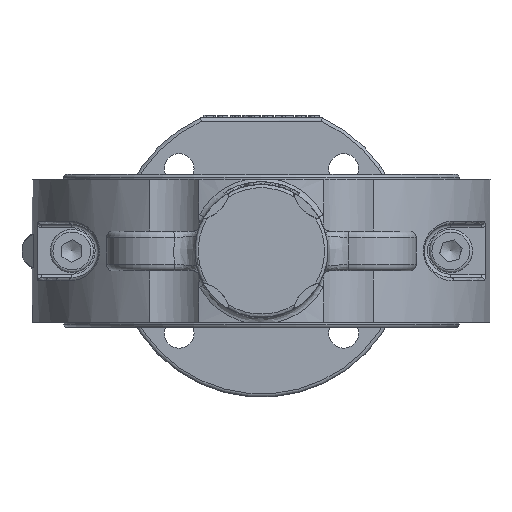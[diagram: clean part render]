
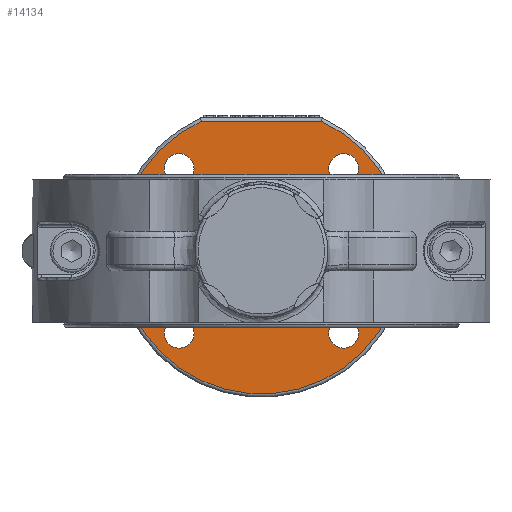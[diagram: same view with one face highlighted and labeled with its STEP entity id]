
A CAD part, front view. The second image highlights one B-rep face of the part: STEP entity #14134.
In plain terms, the highlighted planar face has unit normal (0, -1, 0).
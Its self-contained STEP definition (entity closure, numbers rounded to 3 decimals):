
#13950=CARTESIAN_POINT('',(-18.111,149.,39.0));
#13951=VERTEX_POINT('',#13950);
#13969=CARTESIAN_POINT('',(18.111,149.,39.0));
#13970=VERTEX_POINT('',#13969);
#13971=CARTESIAN_POINT('',(-18.111,149.,39.0));
#13972=DIRECTION('',(1.0,0.0,0.0));
#13973=VECTOR('',#13972,36.222);
#13974=LINE('',#13971,#13973);
#13975=EDGE_CURVE('',#13951,#13970,#13974,.T.);
#14002=CARTESIAN_POINT('',(0.0,149.,0.0));
#14003=DIRECTION('',(0.0,1.0,0.0));
#14004=DIRECTION('',(0.0,0.0,-1.0));
#14005=AXIS2_PLACEMENT_3D('',#14002,#14003,#14004);
#14006=CIRCLE('',#14005,43.);
#14007=EDGE_CURVE('',#13970,#13951,#14006,.T.);
#14015=CARTESIAN_POINT('',(0.0,149.,0.0));
#14016=DIRECTION('',(0.0,1.0,0.0));
#14017=DIRECTION('',(0.0,0.0,1.0));
#14018=AXIS2_PLACEMENT_3D('',#14015,#14016,#14017);
#14019=PLANE('',#14018);
#14020=ORIENTED_EDGE('',*,*,#14007,.F.);
#14021=ORIENTED_EDGE('',*,*,#13975,.F.);
#14022=EDGE_LOOP('',(#14020,#14021));
#14023=FACE_OUTER_BOUND('',#14022,.T.);
#14024=CARTESIAN_POINT('',(24.749,149.,-29.249));
#14025=VERTEX_POINT('',#14024);
#14026=CARTESIAN_POINT('',(24.749,149.,-24.749));
#14027=DIRECTION('',(0.0,1.0,0.0));
#14028=DIRECTION('',(0.0,0.0,1.0));
#14029=AXIS2_PLACEMENT_3D('',#14026,#14027,#14028);
#14030=CIRCLE('',#14029,4.5);
#14031=EDGE_CURVE('',#14025,#14025,#14030,.T.);
#14032=ORIENTED_EDGE('',*,*,#14031,.T.);
#14033=EDGE_LOOP('',(#14032));
#14034=FACE_BOUND('',#14033,.T.);
#14035=CARTESIAN_POINT('',(29.249,149.,24.749));
#14036=VERTEX_POINT('',#14035);
#14037=CARTESIAN_POINT('',(24.749,149.,24.749));
#14038=DIRECTION('',(0.0,1.0,0.0));
#14039=DIRECTION('',(-1.0,0.0,0.0));
#14040=AXIS2_PLACEMENT_3D('',#14037,#14038,#14039);
#14041=CIRCLE('',#14040,4.5);
#14042=EDGE_CURVE('',#14036,#14036,#14041,.T.);
#14043=ORIENTED_EDGE('',*,*,#14042,.T.);
#14044=EDGE_LOOP('',(#14043));
#14045=FACE_BOUND('',#14044,.T.);
#14046=CARTESIAN_POINT('',(-24.749,149.,29.249));
#14047=VERTEX_POINT('',#14046);
#14048=CARTESIAN_POINT('',(-24.749,149.,24.749));
#14049=DIRECTION('',(0.0,1.0,0.0));
#14050=DIRECTION('',(0.0,0.0,-1.0));
#14051=AXIS2_PLACEMENT_3D('',#14048,#14049,#14050);
#14052=CIRCLE('',#14051,4.5);
#14053=EDGE_CURVE('',#14047,#14047,#14052,.T.);
#14054=ORIENTED_EDGE('',*,*,#14053,.T.);
#14055=EDGE_LOOP('',(#14054));
#14056=FACE_BOUND('',#14055,.T.);
#14057=CARTESIAN_POINT('',(-29.249,149.,-24.749));
#14058=VERTEX_POINT('',#14057);
#14059=CARTESIAN_POINT('',(-24.749,149.,-24.749));
#14060=DIRECTION('',(0.0,1.0,0.0));
#14061=DIRECTION('',(1.0,0.0,0.0));
#14062=AXIS2_PLACEMENT_3D('',#14059,#14060,#14061);
#14063=CIRCLE('',#14062,4.5);
#14064=EDGE_CURVE('',#14058,#14058,#14063,.T.);
#14065=ORIENTED_EDGE('',*,*,#14064,.T.);
#14066=EDGE_LOOP('',(#14065));
#14067=FACE_BOUND('',#14066,.T.);
#14068=CARTESIAN_POINT('',(25.,149.,6.376));
#14069=VERTEX_POINT('',#14068);
#14070=CARTESIAN_POINT('',(13.954,149.,19.0));
#14071=VERTEX_POINT('',#14070);
#14072=CARTESIAN_POINT('',(25.,149.,6.376));
#14073=DIRECTION('',(-0.659,0.0,0.753));
#14074=VECTOR('',#14073,16.775);
#14075=LINE('',#14072,#14074);
#14076=EDGE_CURVE('',#14069,#14071,#14075,.T.);
#14077=ORIENTED_EDGE('',*,*,#14076,.F.);
#14078=CARTESIAN_POINT('',(25.,149.,-6.376));
#14079=VERTEX_POINT('',#14078);
#14080=CARTESIAN_POINT('',(25.,149.,-6.376));
#14081=DIRECTION('',(0.0,0.0,1.0));
#14082=VECTOR('',#14081,12.751);
#14083=LINE('',#14080,#14082);
#14084=EDGE_CURVE('',#14079,#14069,#14083,.T.);
#14085=ORIENTED_EDGE('',*,*,#14084,.F.);
#14086=CARTESIAN_POINT('',(13.954,149.,-19.0));
#14087=VERTEX_POINT('',#14086);
#14088=CARTESIAN_POINT('',(13.954,149.,-19.));
#14089=DIRECTION('',(0.659,0.0,0.753));
#14090=VECTOR('',#14089,16.775);
#14091=LINE('',#14088,#14090);
#14092=EDGE_CURVE('',#14087,#14079,#14091,.T.);
#14093=ORIENTED_EDGE('',*,*,#14092,.F.);
#14094=CARTESIAN_POINT('',(-13.954,149.,-19.0));
#14095=VERTEX_POINT('',#14094);
#14096=CARTESIAN_POINT('',(-13.954,149.,-19.0));
#14097=DIRECTION('',(1.0,0.0,0.0));
#14098=VECTOR('',#14097,27.908);
#14099=LINE('',#14096,#14098);
#14100=EDGE_CURVE('',#14095,#14087,#14099,.T.);
#14101=ORIENTED_EDGE('',*,*,#14100,.F.);
#14102=CARTESIAN_POINT('',(-25.,149.,-6.376));
#14103=VERTEX_POINT('',#14102);
#14104=CARTESIAN_POINT('',(-25.,149.,-6.376));
#14105=DIRECTION('',(0.659,0.0,-0.753));
#14106=VECTOR('',#14105,16.775);
#14107=LINE('',#14104,#14106);
#14108=EDGE_CURVE('',#14103,#14095,#14107,.T.);
#14109=ORIENTED_EDGE('',*,*,#14108,.F.);
#14110=CARTESIAN_POINT('',(-25.,149.,6.376));
#14111=VERTEX_POINT('',#14110);
#14112=CARTESIAN_POINT('',(-25.,149.,6.376));
#14113=DIRECTION('',(0.0,0.0,-1.0));
#14114=VECTOR('',#14113,12.751);
#14115=LINE('',#14112,#14114);
#14116=EDGE_CURVE('',#14111,#14103,#14115,.T.);
#14117=ORIENTED_EDGE('',*,*,#14116,.F.);
#14118=CARTESIAN_POINT('',(-13.954,149.,19.0));
#14119=VERTEX_POINT('',#14118);
#14120=CARTESIAN_POINT('',(-13.954,149.,19.));
#14121=DIRECTION('',(-0.659,0.0,-0.753));
#14122=VECTOR('',#14121,16.775);
#14123=LINE('',#14120,#14122);
#14124=EDGE_CURVE('',#14119,#14111,#14123,.T.);
#14125=ORIENTED_EDGE('',*,*,#14124,.F.);
#14126=CARTESIAN_POINT('',(13.954,149.,19.0));
#14127=DIRECTION('',(-1.0,0.0,0.0));
#14128=VECTOR('',#14127,27.908);
#14129=LINE('',#14126,#14128);
#14130=EDGE_CURVE('',#14071,#14119,#14129,.T.);
#14131=ORIENTED_EDGE('',*,*,#14130,.F.);
#14132=EDGE_LOOP('',(#14077,#14085,#14093,#14101,#14109,#14117,#14125,#14131));
#14133=FACE_BOUND('',#14132,.T.);
#14134=ADVANCED_FACE('',(#14023,#14034,#14045,#14056,#14067,#14133),#14019,.F.);
